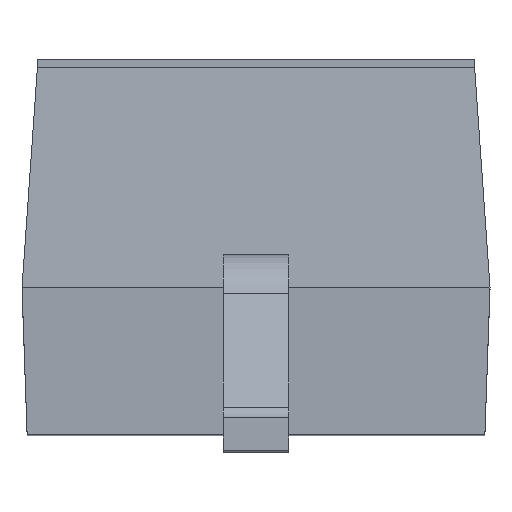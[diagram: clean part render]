
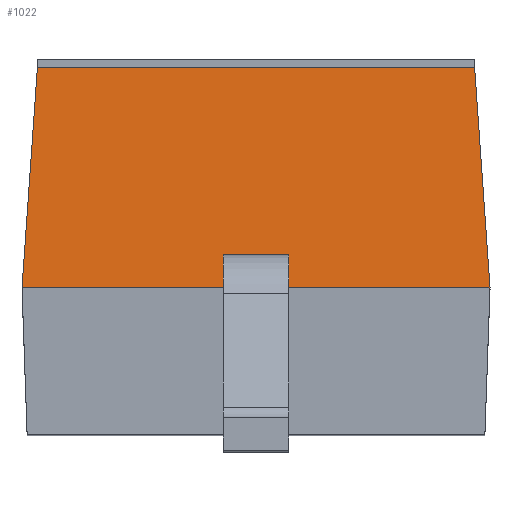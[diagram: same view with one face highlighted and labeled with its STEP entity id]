
A CAD part, top view. The second image highlights one B-rep face of the part: STEP entity #1022.
In plain terms, the highlighted planar face has unit normal (0, 0.07, 0.998).
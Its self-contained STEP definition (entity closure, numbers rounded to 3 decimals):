
#201=DIRECTION('',(-0.07,0.995,-0.07));
#202=VECTOR('',#201,1.357);
#203=CARTESIAN_POINT('',(5.88,0.,2.675));
#204=LINE('',#203,#202);
#213=DIRECTION('',(0.,0.998,-0.07));
#214=VECTOR('',#213,0.2);
#215=CARTESIAN_POINT('',(4.245,0.,2.675));
#216=LINE('',#215,#214);
#217=DIRECTION('',(1.,0.,0.));
#218=VECTOR('',#217,1.235);
#219=CARTESIAN_POINT('',(3.01,0.,2.675));
#220=LINE('',#219,#218);
#221=DIRECTION('',(0.07,0.995,-0.07));
#222=VECTOR('',#221,1.357);
#223=CARTESIAN_POINT('',(3.01,0.,2.675));
#224=LINE('',#223,#222);
#225=DIRECTION('',(1.,0.,0.));
#226=VECTOR('',#225,2.681);
#227=CARTESIAN_POINT('',(3.104,1.35,2.581));
#228=LINE('',#227,#226);
#229=DIRECTION('',(1.,0.,0.));
#230=VECTOR('',#229,1.235);
#231=CARTESIAN_POINT('',(4.645,0.,2.675));
#232=LINE('',#231,#230);
#233=DIRECTION('',(0.,0.998,-0.07));
#234=VECTOR('',#233,0.2);
#235=CARTESIAN_POINT('',(4.645,0.,2.675));
#236=LINE('',#235,#234);
#237=DIRECTION('',(1.,0.,0.));
#238=VECTOR('',#237,0.4);
#239=CARTESIAN_POINT('',(4.245,0.2,2.661));
#240=LINE('',#239,#238);
#530=CARTESIAN_POINT('',(3.01,0.,2.675));
#532=VERTEX_POINT('',#530);
#533=CARTESIAN_POINT('',(5.88,0.,2.675));
#535=VERTEX_POINT('',#533);
#545=CARTESIAN_POINT('',(3.104,1.35,2.581));
#547=VERTEX_POINT('',#545);
#549=CARTESIAN_POINT('',(5.786,1.35,2.581));
#550=VERTEX_POINT('',#549);
#625=CARTESIAN_POINT('',(4.245,0.,2.675));
#626=CARTESIAN_POINT('',(4.245,0.2,2.661));
#627=VERTEX_POINT('',#625);
#628=VERTEX_POINT('',#626);
#629=CARTESIAN_POINT('',(4.645,0.,2.675));
#630=CARTESIAN_POINT('',(4.645,0.2,2.661));
#631=VERTEX_POINT('',#629);
#632=VERTEX_POINT('',#630);
#1001=CARTESIAN_POINT('',(3.01,0.,2.675));
#1002=DIRECTION('',(0.,0.07,0.998));
#1003=DIRECTION('',(1.,0.,0.));
#1004=AXIS2_PLACEMENT_3D('',#1001,#1002,#1003);
#1005=PLANE('',#1004);
#1007=ORIENTED_EDGE('',*,*,#1006,.F.);
#1009=ORIENTED_EDGE('',*,*,#1008,.F.);
#1011=ORIENTED_EDGE('',*,*,#1010,.T.);
#1012=ORIENTED_EDGE('',*,*,#991,.T.);
#1013=ORIENTED_EDGE('',*,*,#966,.F.);
#1015=ORIENTED_EDGE('',*,*,#1014,.F.);
#1017=ORIENTED_EDGE('',*,*,#1016,.T.);
#1019=ORIENTED_EDGE('',*,*,#1018,.F.);
#1020=EDGE_LOOP('',(#1007,#1009,#1011,#1012,#1013,#1015,#1017,#1019));
#1021=FACE_OUTER_BOUND('',#1020,.F.);
#966=EDGE_CURVE('',#535,#550,#204,.T.);
#991=EDGE_CURVE('',#547,#550,#228,.T.);
#1006=EDGE_CURVE('',#627,#628,#216,.T.);
#1008=EDGE_CURVE('',#532,#627,#220,.T.);
#1010=EDGE_CURVE('',#532,#547,#224,.T.);
#1014=EDGE_CURVE('',#631,#535,#232,.T.);
#1016=EDGE_CURVE('',#631,#632,#236,.T.);
#1018=EDGE_CURVE('',#628,#632,#240,.T.);
#1022=ADVANCED_FACE('',(#1021),#1005,.T.);
